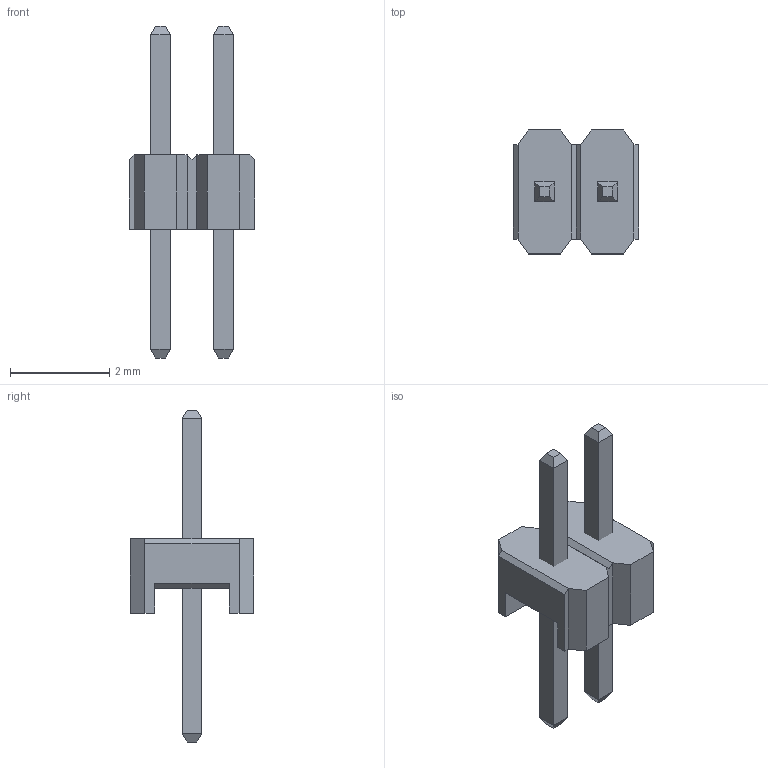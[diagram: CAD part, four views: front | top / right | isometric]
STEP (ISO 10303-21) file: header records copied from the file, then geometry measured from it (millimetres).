
FILE_DESCRIPTION(('STEP AP214'), '1');
FILE_NAME('DS1031-01-1x5P8BV2-1', '2016-09-10T13:15:16', ('Nobody'), (''), 'ASCON STEP Converter 1.3', 'ASCON Math Kernel', '');
FILE_SCHEMA(('AUTOMOTIVE_DESIGN { 1 0 10303 214 3 1 1}'));
Length unit declared in the file: millimetre
Bounding box: 2.54 x 2.5 x 6.7 mm (x, y, z)
Volume: 8.9 mm3; surface area: 49.3 mm2
Topology: 3 solids, 3 shells, 64 faces, 150 edges, 92 vertices
Faces by surface type: plane 64
Entity records: 2330 total; most frequent: CARTESIAN_POINT 307, ORIENTED_EDGE 300, DIRECTION 280, EDGE_CURVE 150, LINE 150, VECTOR 150, VERTEX_POINT 92, COLOUR_RGB 67
